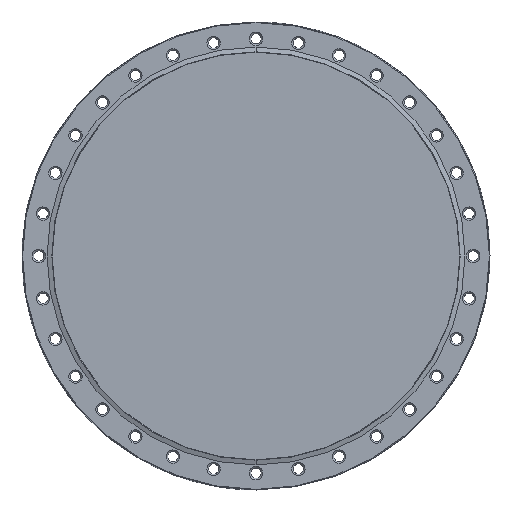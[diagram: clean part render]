
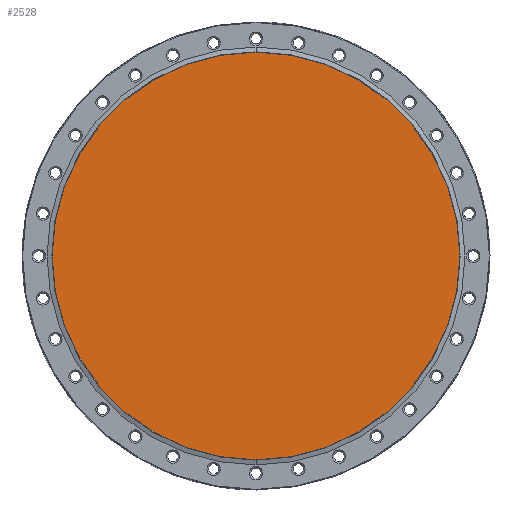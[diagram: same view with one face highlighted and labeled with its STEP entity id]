
A CAD part, front view. The second image highlights one B-rep face of the part: STEP entity #2528.
In plain terms, the highlighted planar face has unit normal (0, -1, 0).
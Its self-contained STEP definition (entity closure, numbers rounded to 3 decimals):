
#90 = AXIS2_PLACEMENT_3D ( 'NONE', #6543, #3359, #7092 ) ;
#1028 = FACE_OUTER_BOUND ( 'NONE', #4932, .T. ) ;
#1062 = DIRECTION ( 'NONE',  ( 0., 1., 0. ) ) ;
#1363 = EDGE_CURVE ( 'NONE', #3503, #3438, #5039, .T. ) ;
#1404 = AXIS2_PLACEMENT_3D ( 'NONE', #3969, #1062, #5043 ) ;
#1496 = CARTESIAN_POINT ( 'NONE',  ( 0., 1.3, 0. ) ) ;
#2164 = DIRECTION ( 'NONE',  ( 0., 0., -1. ) ) ;
#2528 = ADVANCED_FACE ( 'NONE', ( #1028 ), #2963, .F. ) ;
#2963 = PLANE ( 'NONE',  #1404 ) ;
#3359 = DIRECTION ( 'NONE',  ( 0., -1., 0. ) ) ;
#3438 = VERTEX_POINT ( 'NONE', #4644 ) ;
#3503 = VERTEX_POINT ( 'NONE', #6865 ) ;
#3969 = CARTESIAN_POINT ( 'NONE',  ( -133.263, 1.3, 0. ) ) ;
#4193 = EDGE_CURVE ( 'NONE', #3438, #3503, #6157, .T. ) ;
#4482 = AXIS2_PLACEMENT_3D ( 'NONE', #1496, #5372, #2164 ) ;
#4644 = CARTESIAN_POINT ( 'NONE',  ( 0., 1.3, -133.263 ) ) ;
#4932 = EDGE_LOOP ( 'NONE', ( #5106, #5368 ) ) ;
#5039 = CIRCLE ( 'NONE', #4482, 133.263 ) ;
#5043 = DIRECTION ( 'NONE',  ( 0., 0., 1. ) ) ;
#5106 = ORIENTED_EDGE ( 'NONE', *, *, #4193, .T. ) ;
#5368 = ORIENTED_EDGE ( 'NONE', *, *, #1363, .T. ) ;
#5372 = DIRECTION ( 'NONE',  ( 0., -1., 0. ) ) ;
#6157 = CIRCLE ( 'NONE', #90, 133.263 ) ;
#6543 = CARTESIAN_POINT ( 'NONE',  ( 0., 1.3, 0. ) ) ;
#6865 = CARTESIAN_POINT ( 'NONE',  ( 0., 1.3, 133.263 ) ) ;
#7092 = DIRECTION ( 'NONE',  ( 0., 0., -1. ) ) ;
